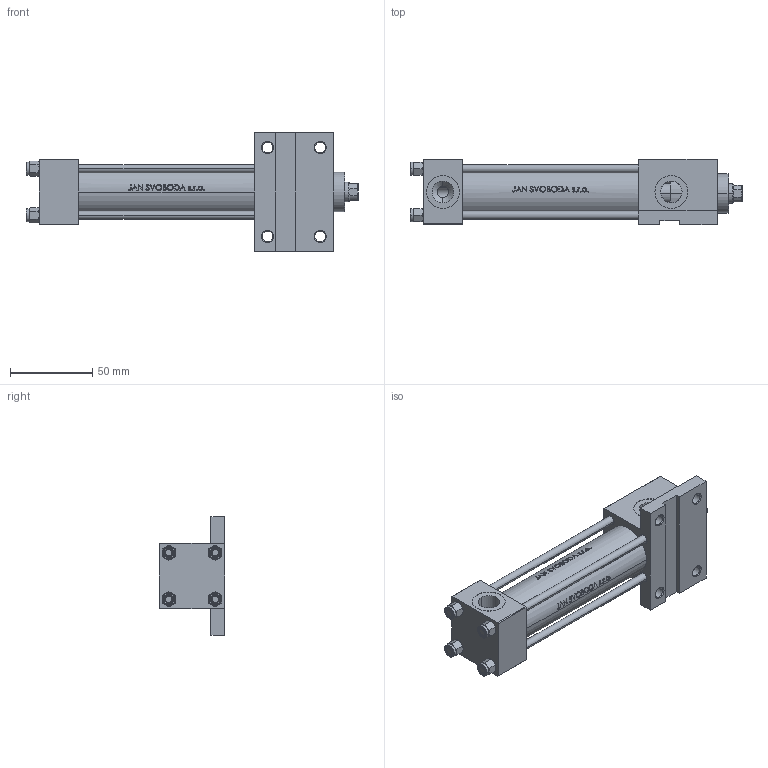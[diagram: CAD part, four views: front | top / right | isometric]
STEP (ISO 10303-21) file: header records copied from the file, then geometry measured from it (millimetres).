
FILE_DESCRIPTION (( 'STEP AP203' ), '1' );
FILE_NAME ('f144.STEP', '2023-08-26T16:03:39', ( '' ), ( '' ), 'SwSTEP 2.0', 'SolidWorks 2019', '' );
FILE_SCHEMA (( 'CONFIG_CONTROL_DESIGN' ));
Length unit declared in the file: millimetre
Products named in the file (6): f144; NUT_M5_F b914188cc4101701abd3971633d398d2; V215_VC_A b914188cc4101701abd3971633d398d2; V215CR_VCP_F b914188cc4101701abd3971633d398d2; V215CR_F_TYCINKA b914188cc4101701abd3971633d398d2; V215CR_F_Body b914188cc4101701abd3971633d398d2
Assembly tree (11 placements, depth 2):
  f144
    V215CR_F_Body b914188cc4101701abd3971633d398d2
    V215CR_VCP_F b914188cc4101701abd3971633d398d2
    V215CR_F_TYCINKA b914188cc4101701abd3971633d398d2  x4
    NUT_M5_F b914188cc4101701abd3971633d398d2  x4
    V215_VC_A b914188cc4101701abd3971633d398d2
Bounding box: 202 x 40 x 72 mm (x, y, z)
Volume: 179854.2 mm3; surface area: 75031.4 mm2
Topology: 11 solids, 11 shells, 1102 faces, 2726 edges, 1759 vertices
Faces by surface type: plane 436, bspline 380, cone 152, cylinder 126, torus 8
Entity records: 47556 total; most frequent: CARTESIAN_POINT 25876, ORIENTED_EDGE 4944, DIRECTION 3104, EDGE_CURVE 2472, VERTEX_POINT 1615, LINE 1274, VECTOR 1274, EDGE_LOOP 1115
